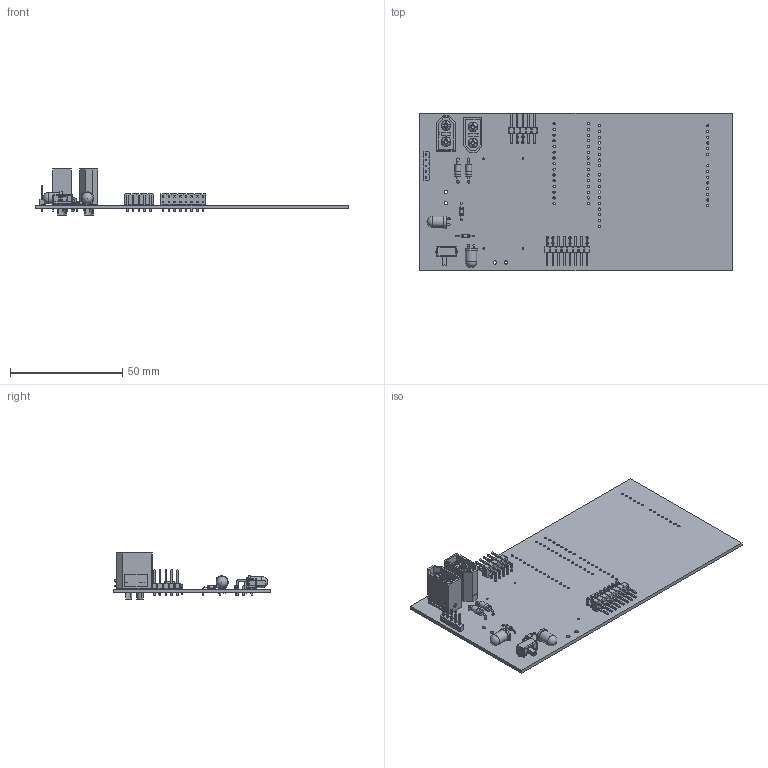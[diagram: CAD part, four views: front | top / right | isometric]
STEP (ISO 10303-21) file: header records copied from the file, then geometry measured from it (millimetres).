
FILE_DESCRIPTION(('KiCad electronic assembly'),'2;1');
FILE_NAME('PCB Principal V5.step','2024-08-20T19:01:10',('Pcbnew'),( 'Kicad'),'Open CASCADE STEP processor 7.7','KiCad to STEP converter' ,'Unknown');
FILE_SCHEMA(('AUTOMOTIVE_DESIGN { 1 0 10303 214 1 1 1 1 }'));
Length unit declared in the file: millimetre
Products named in the file (18): PCB Principal V5 1; D_DO-41_SOD81_P10.16mm_Horizontal; PinHeader_1x05_P2.54mm_Vertical; PinHeader_1x05_P254mm_Vertical; PinHeader_2x05_P2.54mm_Horizontal; PinHeader_2x05_P254mm_Horizontal; SW_Slide_SPDT_Angled_CK_OS102011MA1Q; PinHeader_2x08_P2.54mm_Horizontal; PinHeader_2x08_P254mm_Horizontal; R_Axial_DIN0204_L3.6mm_D1.6mm_P7.62mm_Horizontal; R_Axial_DIN0204_L36mm_D16mm_P762mm_Horizontal; AMASS_XT60-M_1x02_P7.2mm_Vertical; XT60 male v9; LED_D5.0mm_Horizontal_O1.27mm_Z3.0mm; PCB Principal V5_PCB
Assembly tree (21 placements, depth 3):
  PCB Principal V5 1
    D_DO-41_SOD81_P10.16mm_Horizontal  x2
      D_DO-41_SOD81_P10.16mm_Horizontal
    PinHeader_1x05_P2.54mm_Vertical
      PinHeader_1x05_P254mm_Vertical
    PinHeader_2x05_P2.54mm_Horizontal
      PinHeader_2x05_P254mm_Horizontal
    SW_Slide_SPDT_Angled_CK_OS102011MA1Q
      SW_Slide_SPDT_Angled_CK_OS102011MA1Q
    PinHeader_2x08_P2.54mm_Horizontal
      PinHeader_2x08_P254mm_Horizontal
    R_Axial_DIN0204_L3.6mm_D1.6mm_P7.62mm_Horizontal  x2
      R_Axial_DIN0204_L36mm_D16mm_P762mm_Horizontal
    AMASS_XT60-M_1x02_P7.2mm_Vertical  x2
      XT60 male v9
    LED_D5.0mm_Horizontal_O1.27mm_Z3.0mm  x2
      LED_D5.0mm_Horizontal_O1.27mm_Z3.0mm
    PCB Principal V5_PCB
Bounding box: 139.14 x 70 x 20.5 mm (x, y, z)
Volume: 18644.2 mm3; surface area: 27971.8 mm2
Topology: 22 solids, 22 shells, 1475 faces, 3579 edges, 2238 vertices
Faces by surface type: plane 1193, cylinder 244, bspline 16, torus 12, cone 8, sphere 2
Full cylindrical faces by diameter (mm): 0.5 x8, 0.7 x4, 0.762 x4, 0.8 x8, 0.9 x7, 1 x93, 1.1 x4, 1.44 x2, 1.5 x2, 1.52 x4, 1.6 x4, 2.7 x4, 2.72 x2, 3 x4, 4.3 x8, 4.5 x4, 5 x2, 6 x4
Entity records: 45051 total; most frequent: CARTESIAN_POINT 6591, ORIENTED_EDGE 6248, DIRECTION 6162, EDGE_CURVE 3124, LINE 2656, VECTOR 2656, VERTEX_POINT 1950, AXIS2_PLACEMENT_3D 1753
